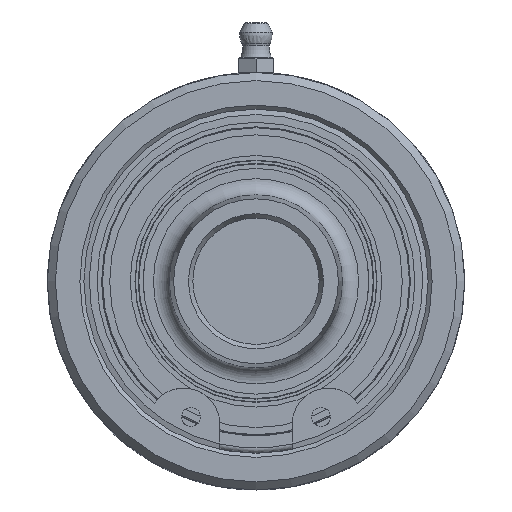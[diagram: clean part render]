
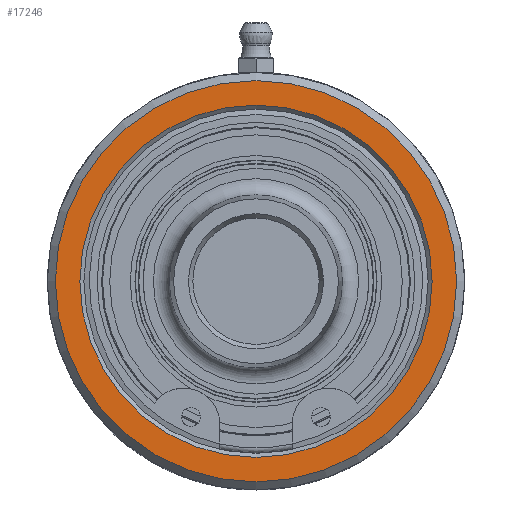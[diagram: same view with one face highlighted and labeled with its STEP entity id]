
A CAD part, left-side view. The second image highlights one B-rep face of the part: STEP entity #17246.
In plain terms, the highlighted planar face has unit normal (-1, 0, 0).
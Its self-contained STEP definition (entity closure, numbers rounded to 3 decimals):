
#389=PLANE('',#18237);
#873=CIRCLE('',#18229,34.85);
#877=CIRCLE('',#18238,39.7);
#1057=FACE_BOUND('',#3388,.T.);
#2319=FACE_OUTER_BOUND('',#3387,.T.);
#3387=EDGE_LOOP('',(#15461));
#3388=EDGE_LOOP('',(#15462));
#8116=VERTEX_POINT('',#39887);
#8120=VERTEX_POINT('',#39903);
#10586=EDGE_CURVE('',#8116,#8116,#873,.T.);
#10593=EDGE_CURVE('',#8120,#8120,#877,.T.);
#15461=ORIENTED_EDGE('',*,*,#10593,.F.);
#15462=ORIENTED_EDGE('',*,*,#10586,.F.);
#17246=ADVANCED_FACE('',(#2319,#1057),#389,.F.);
#18229=AXIS2_PLACEMENT_3D('',#39888,#21086,#21087);
#18237=AXIS2_PLACEMENT_3D('',#39902,#21105,#21106);
#18238=AXIS2_PLACEMENT_3D('',#39904,#21107,#21108);
#21086=DIRECTION('center_axis',(-1.,0.,0.));
#21087=DIRECTION('ref_axis',(0.,0.,-1.));
#21105=DIRECTION('center_axis',(1.,0.,0.));
#21106=DIRECTION('ref_axis',(0.,0.,
1.));
#21107=DIRECTION('center_axis',(1.,0.,0.));
#21108=DIRECTION('ref_axis',(0.,0.,
1.));
#39887=CARTESIAN_POINT('',(20.71,0.,34.85));
#39888=CARTESIAN_POINT('Origin',(20.71,0.,0.));
#39902=CARTESIAN_POINT('Origin',(20.71,0.,-20.65));
#39903=CARTESIAN_POINT('',(20.71,0.,-39.7));
#39904=CARTESIAN_POINT('Origin',(20.71,0.,0.));
